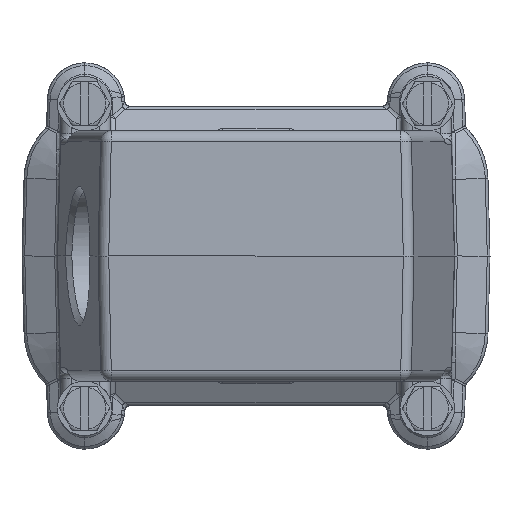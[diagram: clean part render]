
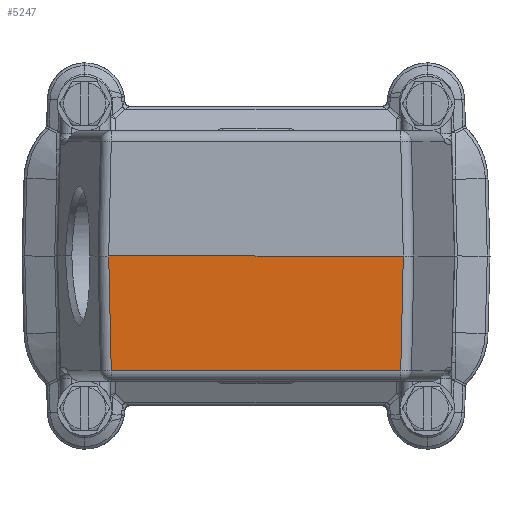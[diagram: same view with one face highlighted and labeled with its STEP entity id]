
A CAD part, front view. The second image highlights one B-rep face of the part: STEP entity #5247.
In plain terms, the highlighted planar face has unit normal (0, -1, -0.026).
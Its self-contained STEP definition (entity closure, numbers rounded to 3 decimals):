
#2048=PLANE('',#16702);
#2549=FACE_OUTER_BOUND('',#6811,.T.);
#3430=LINE('',#26107,#4328);
#3434=LINE('',#26125,#4332);
#3435=LINE('',#26127,#4333);
#3436=LINE('',#26129,#4334);
#4328=VECTOR('',#18652,1.);
#4332=VECTOR('',#18674,1.);
#4333=VECTOR('',#18677,1.);
#4334=VECTOR('',#18678,1.);
#5247=ADVANCED_FACE('',(#2549),#2048,.T.);
#6811=EDGE_LOOP('',(#8747,#8748,#8749,#8750));
#8747=ORIENTED_EDGE('',*,*,#14055,.T.);
#8748=ORIENTED_EDGE('',*,*,#14045,.F.);
#8749=ORIENTED_EDGE('',*,*,#14054,.T.);
#8750=ORIENTED_EDGE('',*,*,#14056,.F.);
#12461=VERTEX_POINT('',#26101);
#12462=VERTEX_POINT('',#26106);
#12466=VERTEX_POINT('',#26119);
#12468=VERTEX_POINT('',#26128);
#14045=EDGE_CURVE('',#12462,#12461,#3430,.T.);
#14054=EDGE_CURVE('',#12462,#12466,#3434,.T.);
#14055=EDGE_CURVE('',#12468,#12461,#3435,.T.);
#14056=EDGE_CURVE('',#12468,#12466,#3436,.T.);
#16702=AXIS2_PLACEMENT_3D('',#26130,#18679,#18680);
#18652=DIRECTION('',(-1.,0.,0.));
#18674=DIRECTION('',(0.022,-0.026,0.999));
#18677=DIRECTION('',(0.022,0.026,-0.999));
#18678=DIRECTION('',(1.,0.,0.));
#18679=DIRECTION('',(0.,-1.,-0.026));
#18680=DIRECTION('',(0.,-0.026,1.));
#26101=CARTESIAN_POINT('',(-118.144,-33.454,-21.052));
#26106=CARTESIAN_POINT('',(-64.941,-33.454,-21.052));
#26107=CARTESIAN_POINT('',(-91.542,-33.454,-21.052));
#26119=CARTESIAN_POINT('',(-64.478,-34.005,0.));
#26125=CARTESIAN_POINT('',(-64.72,-33.717,-10.993));
#26127=CARTESIAN_POINT('',(-118.362,-33.714,-11.115));
#26128=CARTESIAN_POINT('',(-118.606,-34.005,0.));
#26129=CARTESIAN_POINT('',(-118.606,-34.005,0.));
#26130=CARTESIAN_POINT('',(-91.542,-33.729,-10.526));
